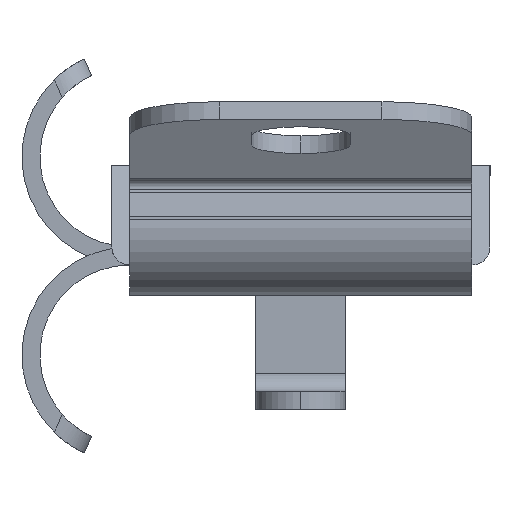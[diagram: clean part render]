
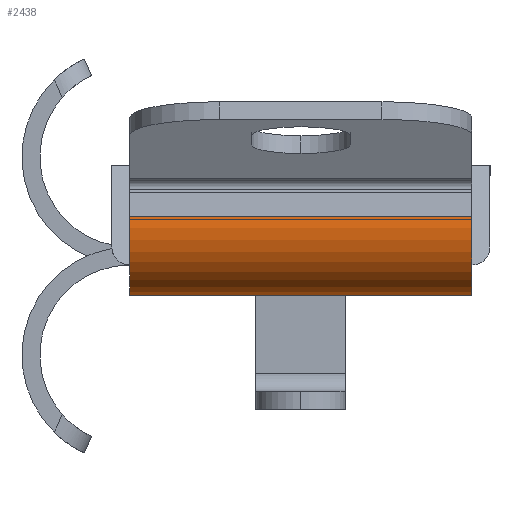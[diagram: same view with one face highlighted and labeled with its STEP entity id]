
A CAD part, left-side view. The second image highlights one B-rep face of the part: STEP entity #2438.
In plain terms, the highlighted cylindrical face has radius 3.75 mm (diameter 7.5 mm), a partial arc.
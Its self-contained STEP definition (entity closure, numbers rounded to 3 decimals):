
#45 = CARTESIAN_POINT ( 'NONE',  ( -105., 9.5, 2.029 ) ) ;
#428 = VERTEX_POINT ( 'NONE', #459 ) ;
#432 = CARTESIAN_POINT ( 'NONE',  ( -108.693, 0., 2.68 ) ) ;
#459 = CARTESIAN_POINT ( 'NONE',  ( -108.693, -9.5, 2.68 ) ) ;
#602 = EDGE_CURVE ( 'NONE', #428, #1188, #748, .T. ) ;
#748 = LINE ( 'NONE', #432, #3395 ) ;
#927 = ORIENTED_EDGE ( 'NONE', *, *, #2875, .T. ) ;
#1160 = AXIS2_PLACEMENT_3D ( 'NONE', #4267, #4018, #2211 ) ;
#1188 = VERTEX_POINT ( 'NONE', #1430 ) ;
#1247 = ORIENTED_EDGE ( 'NONE', *, *, #602, .T. ) ;
#1428 = DIRECTION ( 'NONE',  ( 0., 0., 1. ) ) ;
#1430 = CARTESIAN_POINT ( 'NONE',  ( -108.693, 9.5, 2.68 ) ) ;
#1527 = CARTESIAN_POINT ( 'NONE',  ( -101.307, 9.5, 1.378 ) ) ;
#1782 = AXIS2_PLACEMENT_3D ( 'NONE', #45, #2094, #1428 ) ;
#1784 = DIRECTION ( 'NONE',  ( 0., 1., 0. ) ) ;
#1911 = CARTESIAN_POINT ( 'NONE',  ( -105., -9.5, 2.029 ) ) ;
#2062 = VERTEX_POINT ( 'NONE', #1527 ) ;
#2094 = DIRECTION ( 'NONE',  ( 0., -1., 0. ) ) ;
#2161 = LINE ( 'NONE', #4241, #3640 ) ;
#2194 = DIRECTION ( 'NONE',  ( 0., 1., 0. ) ) ;
#2211 = DIRECTION ( 'NONE',  ( -0.985, 0., 0.174 ) ) ;
#2438 = ADVANCED_FACE ( 'NONE', ( #3283 ), #2866, .T. ) ;
#2550 = EDGE_CURVE ( 'NONE', #3335, #428, #4078, .T. ) ;
#2861 = DIRECTION ( 'NONE',  ( 0., -1., 0. ) ) ;
#2866 = CYLINDRICAL_SURFACE ( 'NONE', #1160, 3.75 ) ;
#2875 = EDGE_CURVE ( 'NONE', #2062, #3335, #2161, .T. ) ;
#2955 = CIRCLE ( 'NONE', #1782, 3.75 ) ;
#2983 = AXIS2_PLACEMENT_3D ( 'NONE', #1911, #2194, #3574 ) ;
#2985 = ORIENTED_EDGE ( 'NONE', *, *, #4453, .T. ) ;
#3081 = ORIENTED_EDGE ( 'NONE', *, *, #2550, .T. ) ;
#3283 = FACE_OUTER_BOUND ( 'NONE', #3730, .T. ) ;
#3335 = VERTEX_POINT ( 'NONE', #3494 ) ;
#3395 = VECTOR ( 'NONE', #1784, 1000. ) ;
#3494 = CARTESIAN_POINT ( 'NONE',  ( -101.307, -9.5, 1.378 ) ) ;
#3574 = DIRECTION ( 'NONE',  ( -1., 0., 0. ) ) ;
#3640 = VECTOR ( 'NONE', #2861, 1000. ) ;
#3730 = EDGE_LOOP ( 'NONE', ( #927, #3081, #1247, #2985 ) ) ;
#4018 = DIRECTION ( 'NONE',  ( 0., -1., 0. ) ) ;
#4078 = CIRCLE ( 'NONE', #2983, 3.75 ) ;
#4241 = CARTESIAN_POINT ( 'NONE',  ( -101.307, -10.5, 1.378 ) ) ;
#4267 = CARTESIAN_POINT ( 'NONE',  ( -105., -10.5, 2.029 ) ) ;
#4453 = EDGE_CURVE ( 'NONE', #1188, #2062, #2955, .T. ) ;
